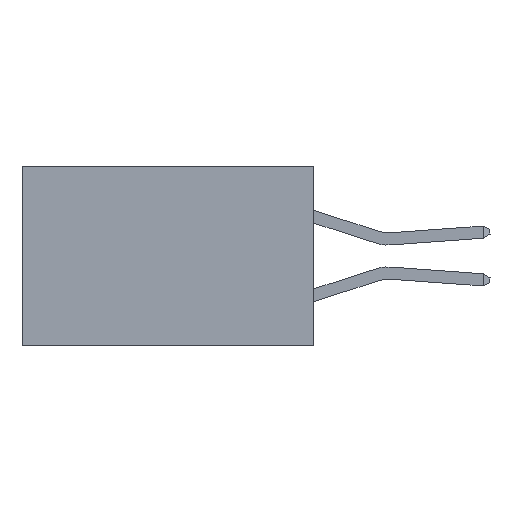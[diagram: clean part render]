
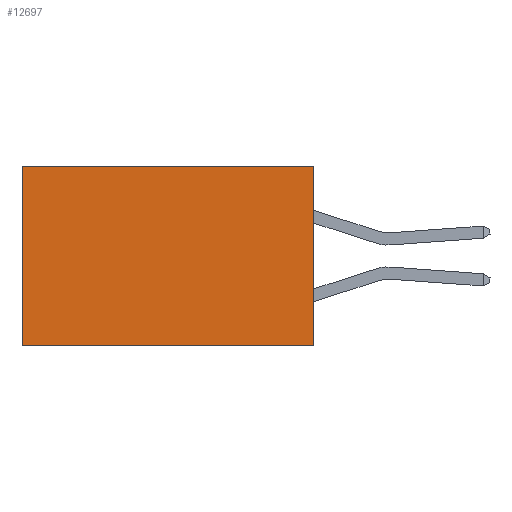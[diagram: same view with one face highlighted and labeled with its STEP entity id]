
A CAD part, left-side view. The second image highlights one B-rep face of the part: STEP entity #12697.
In plain terms, the highlighted planar face has unit normal (-1, 0, 0).
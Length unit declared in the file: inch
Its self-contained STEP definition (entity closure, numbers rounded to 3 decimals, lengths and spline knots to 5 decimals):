
#108 = CARTESIAN_POINT ( 'NONE',  ( 0.2875, 0., 0. ) ) ;
#124 = DIRECTION ( 'NONE',  ( 0., 0., -1. ) ) ;
#916 = ORIENTED_EDGE ( 'NONE', *, *, #16085, .T. ) ;
#1048 = CARTESIAN_POINT ( 'NONE',  ( 0.2875, 0., -0.37 ) ) ;
#1458 = CARTESIAN_POINT ( 'NONE',  ( 0.2875, 0.6, 0. ) ) ;
#2206 = CARTESIAN_POINT ( 'NONE',  ( 0.2875, 0., 0. ) ) ;
#3402 = DIRECTION ( 'NONE',  ( 0., 0., -1. ) ) ;
#6012 = LINE ( 'NONE', #1458, #15756 ) ;
#6368 = VECTOR ( 'NONE', #8815, 39.37008 ) ;
#6855 = VERTEX_POINT ( 'NONE', #17085 ) ;
#8815 = DIRECTION ( 'NONE',  ( 0., 1., 0. ) ) ;
#9747 = CARTESIAN_POINT ( 'NONE',  ( 0.2875, 0., 0. ) ) ;
#9839 = PLANE ( 'NONE',  #19025 ) ;
#11098 = ORIENTED_EDGE ( 'NONE', *, *, #15762, .F. ) ;
#11792 = DIRECTION ( 'NONE',  ( 1., 0., 0. ) ) ;
#11857 = ORIENTED_EDGE ( 'NONE', *, *, #24034, .T. ) ;
#12692 = DIRECTION ( 'NONE',  ( 0., 1., 0. ) ) ;
#12697 = ADVANCED_FACE ( 'NONE', ( #23124 ), #9839, .F. ) ;
#13076 = CARTESIAN_POINT ( 'NONE',  ( 0.2875, 0., -0.37 ) ) ;
#14125 = LINE ( 'NONE', #1048, #18658 ) ;
#15670 = EDGE_LOOP ( 'NONE', ( #11857, #23903, #11098, #916 ) ) ;
#15756 = VECTOR ( 'NONE', #3402, 39.37008 ) ;
#15762 = EDGE_CURVE ( 'NONE', #16993, #16227, #23878, .T. ) ;
#16085 = EDGE_CURVE ( 'NONE', #16993, #16638, #21805, .T. ) ;
#16227 = VERTEX_POINT ( 'NONE', #13076 ) ;
#16627 = CARTESIAN_POINT ( 'NONE',  ( 0.2875, 0.6, 0. ) ) ;
#16638 = VERTEX_POINT ( 'NONE', #16627 ) ;
#16993 = VERTEX_POINT ( 'NONE', #108 ) ;
#17085 = CARTESIAN_POINT ( 'NONE',  ( 0.2875, 0.6, -0.37 ) ) ;
#18658 = VECTOR ( 'NONE', #12692, 39.37008 ) ;
#19025 = AXIS2_PLACEMENT_3D ( 'NONE', #9747, #11792, #124 ) ;
#19931 = EDGE_CURVE ( 'NONE', #16227, #6855, #14125, .T. ) ;
#20395 = CARTESIAN_POINT ( 'NONE',  ( 0.2875, 0., 0. ) ) ;
#21805 = LINE ( 'NONE', #20395, #6368 ) ;
#23124 = FACE_OUTER_BOUND ( 'NONE', #15670, .T. ) ;
#23295 = VECTOR ( 'NONE', #23410, 39.37008 ) ;
#23410 = DIRECTION ( 'NONE',  ( 0., 0., -1. ) ) ;
#23878 = LINE ( 'NONE', #2206, #23295 ) ;
#23903 = ORIENTED_EDGE ( 'NONE', *, *, #19931, .F. ) ;
#24034 = EDGE_CURVE ( 'NONE', #16638, #6855, #6012, .T. ) ;
